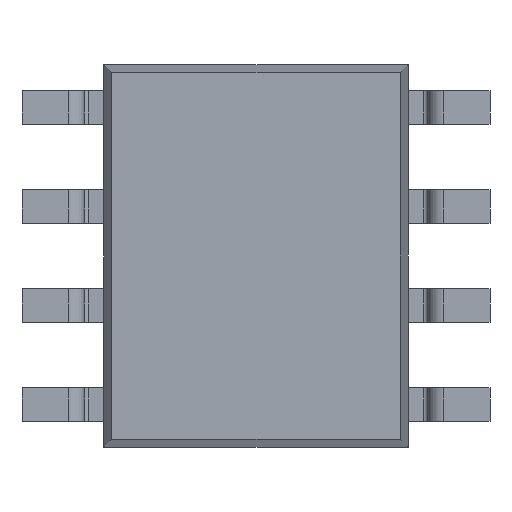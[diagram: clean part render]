
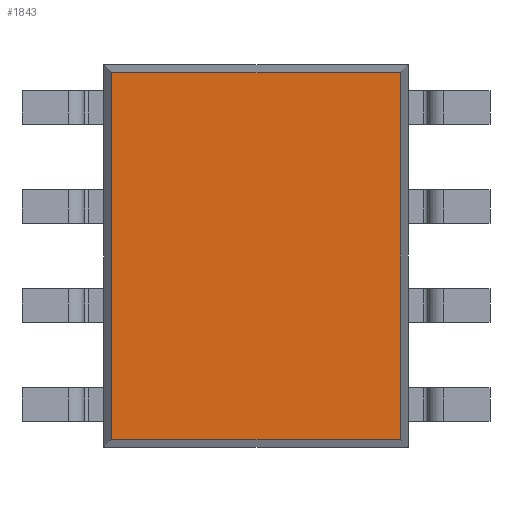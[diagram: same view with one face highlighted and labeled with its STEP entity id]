
A CAD part, front view. The second image highlights one B-rep face of the part: STEP entity #1843.
In plain terms, the highlighted planar face has unit normal (0, -1, 0).
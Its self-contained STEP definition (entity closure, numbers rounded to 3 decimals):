
#3 = LINE ( 'NONE', #971, #1014 ) ;
#80 = DIRECTION ( 'NONE',  ( 0., 0., -1. ) ) ;
#162 = DIRECTION ( 'NONE',  ( 0., 0., -1. ) ) ;
#320 = CARTESIAN_POINT ( 'NONE',  ( -1.852, 0.172, 2.352 ) ) ;
#633 = DIRECTION ( 'NONE',  ( 1., 0., 0. ) ) ;
#741 = EDGE_CURVE ( 'NONE', #1825, #3398, #3, .T. ) ;
#793 = EDGE_CURVE ( 'NONE', #938, #2326, #967, .T. ) ;
#830 = VECTOR ( 'NONE', #3560, 1000. ) ;
#938 = VERTEX_POINT ( 'NONE', #2696 ) ;
#967 = LINE ( 'NONE', #3780, #1660 ) ;
#971 = CARTESIAN_POINT ( 'NONE',  ( -1.95, 0.172, -2.352 ) ) ;
#1014 = VECTOR ( 'NONE', #633, 1000. ) ;
#1088 = ORIENTED_EDGE ( 'NONE', *, *, #3014, .T. ) ;
#1134 = LINE ( 'NONE', #3711, #2234 ) ;
#1215 = CARTESIAN_POINT ( 'NONE',  ( 1.852, 0.172, -2.352 ) ) ;
#1390 = ORIENTED_EDGE ( 'NONE', *, *, #741, .T. ) ;
#1632 = LINE ( 'NONE', #3240, #830 ) ;
#1660 = VECTOR ( 'NONE', #1983, 1000. ) ;
#1825 = VERTEX_POINT ( 'NONE', #3667 ) ;
#1843 = ADVANCED_FACE ( 'NONE', ( #2547 ), #1894, .T. ) ;
#1894 = PLANE ( 'NONE',  #3846 ) ;
#1965 = ORIENTED_EDGE ( 'NONE', *, *, #793, .T. ) ;
#1983 = DIRECTION ( 'NONE',  ( -1., 0., 0. ) ) ;
#2152 = CARTESIAN_POINT ( 'NONE',  ( 0., 0.172, 0. ) ) ;
#2234 = VECTOR ( 'NONE', #162, 1000. ) ;
#2326 = VERTEX_POINT ( 'NONE', #320 ) ;
#2547 = FACE_OUTER_BOUND ( 'NONE', #2992, .T. ) ;
#2608 = ORIENTED_EDGE ( 'NONE', *, *, #3583, .T. ) ;
#2696 = CARTESIAN_POINT ( 'NONE',  ( 1.852, 0.172, 2.352 ) ) ;
#2746 = DIRECTION ( 'NONE',  ( 0., -1., 0. ) ) ;
#2992 = EDGE_LOOP ( 'NONE', ( #1390, #2608, #1965, #1088 ) ) ;
#3014 = EDGE_CURVE ( 'NONE', #2326, #1825, #1134, .T. ) ;
#3240 = CARTESIAN_POINT ( 'NONE',  ( 1.852, 0.172, -2.45 ) ) ;
#3398 = VERTEX_POINT ( 'NONE', #1215 ) ;
#3560 = DIRECTION ( 'NONE',  ( 0., 0., 1. ) ) ;
#3583 = EDGE_CURVE ( 'NONE', #3398, #938, #1632, .T. ) ;
#3667 = CARTESIAN_POINT ( 'NONE',  ( -1.852, 0.172, -2.352 ) ) ;
#3711 = CARTESIAN_POINT ( 'NONE',  ( -1.852, 0.172, 2.45 ) ) ;
#3780 = CARTESIAN_POINT ( 'NONE',  ( 1.95, 0.172, 2.352 ) ) ;
#3846 = AXIS2_PLACEMENT_3D ( 'NONE', #2152, #2746, #80 ) ;
